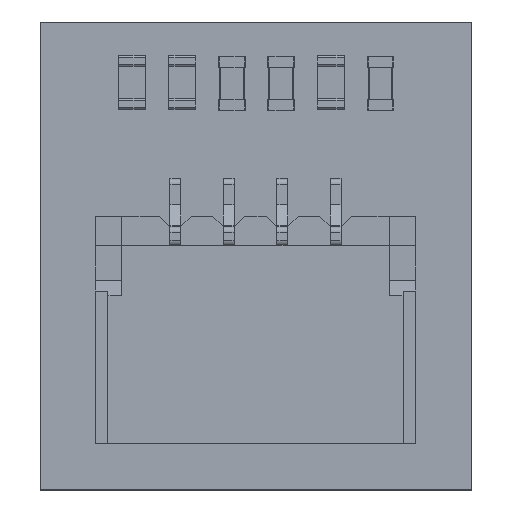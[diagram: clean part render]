
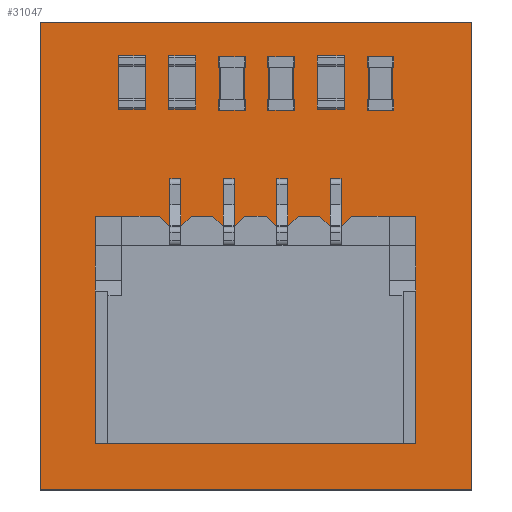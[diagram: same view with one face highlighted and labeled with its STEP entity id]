
A CAD part, top view. The second image highlights one B-rep face of the part: STEP entity #31047.
In plain terms, the highlighted planar face has unit normal (0, 0, 1).
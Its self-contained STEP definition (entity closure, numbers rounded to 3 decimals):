
#30733 = VERTEX_POINT('',#30734);
#30734 = CARTESIAN_POINT('',(102.315,-113.77,1.58));
#30741 = PLANE('',#30742);
#30742 = AXIS2_PLACEMENT_3D('',#30743,#30744,#30745);
#30743 = CARTESIAN_POINT('',(102.315,-113.77,0.));
#30744 = DIRECTION('',(0.,-1.,0.));
#30745 = DIRECTION('',(-1.,0.,0.));
#30753 = PLANE('',#30754);
#30754 = AXIS2_PLACEMENT_3D('',#30755,#30756,#30757);
#30755 = CARTESIAN_POINT('',(102.315,-105.02,0.));
#30756 = DIRECTION('',(1.,0.,-0.));
#30757 = DIRECTION('',(0.,-1.,0.));
#30765 = EDGE_CURVE('',#30733,#30766,#30768,.T.);
#30766 = VERTEX_POINT('',#30767);
#30767 = CARTESIAN_POINT('',(94.245,-113.77,1.58));
#30768 = SURFACE_CURVE('',#30769,(#30773,#30780),.PCURVE_S1.);
#30769 = LINE('',#30770,#30771);
#30770 = CARTESIAN_POINT('',(102.315,-113.77,1.58));
#30771 = VECTOR('',#30772,1.);
#30772 = DIRECTION('',(-1.,0.,0.));
#30773 = PCURVE('',#30741,#30774);
#30774 = DEFINITIONAL_REPRESENTATION('',(#30775),#30779);
#30775 = LINE('',#30776,#30777);
#30776 = CARTESIAN_POINT('',(0.,-1.58));
#30777 = VECTOR('',#30778,1.);
#30778 = DIRECTION('',(1.,0.));
#30779 = ( GEOMETRIC_REPRESENTATION_CONTEXT(2) 
PARAMETRIC_REPRESENTATION_CONTEXT() REPRESENTATION_CONTEXT('2D SPACE',''
  ) );
#30780 = PCURVE('',#30781,#30786);
#30781 = PLANE('',#30782);
#30782 = AXIS2_PLACEMENT_3D('',#30783,#30784,#30785);
#30783 = CARTESIAN_POINT('',(98.28,-109.395,1.58));
#30784 = DIRECTION('',(-0.,-0.,-1.));
#30785 = DIRECTION('',(-1.,0.,0.));
#30786 = DEFINITIONAL_REPRESENTATION('',(#30787),#30791);
#30787 = LINE('',#30788,#30789);
#30788 = CARTESIAN_POINT('',(-4.035,-4.375));
#30789 = VECTOR('',#30790,1.);
#30790 = DIRECTION('',(1.,0.));
#30791 = ( GEOMETRIC_REPRESENTATION_CONTEXT(2) 
PARAMETRIC_REPRESENTATION_CONTEXT() REPRESENTATION_CONTEXT('2D SPACE',''
  ) );
#30809 = PLANE('',#30810);
#30810 = AXIS2_PLACEMENT_3D('',#30811,#30812,#30813);
#30811 = CARTESIAN_POINT('',(94.245,-113.77,0.));
#30812 = DIRECTION('',(-1.,0.,0.));
#30813 = DIRECTION('',(0.,1.,0.));
#30851 = EDGE_CURVE('',#30766,#30852,#30854,.T.);
#30852 = VERTEX_POINT('',#30853);
#30853 = CARTESIAN_POINT('',(94.245,-105.02,1.58));
#30854 = SURFACE_CURVE('',#30855,(#30859,#30866),.PCURVE_S1.);
#30855 = LINE('',#30856,#30857);
#30856 = CARTESIAN_POINT('',(94.245,-113.77,1.58));
#30857 = VECTOR('',#30858,1.);
#30858 = DIRECTION('',(0.,1.,0.));
#30859 = PCURVE('',#30809,#30860);
#30860 = DEFINITIONAL_REPRESENTATION('',(#30861),#30865);
#30861 = LINE('',#30862,#30863);
#30862 = CARTESIAN_POINT('',(0.,-1.58));
#30863 = VECTOR('',#30864,1.);
#30864 = DIRECTION('',(1.,0.));
#30865 = ( GEOMETRIC_REPRESENTATION_CONTEXT(2) 
PARAMETRIC_REPRESENTATION_CONTEXT() REPRESENTATION_CONTEXT('2D SPACE',''
  ) );
#30866 = PCURVE('',#30781,#30867);
#30867 = DEFINITIONAL_REPRESENTATION('',(#30868),#30872);
#30868 = LINE('',#30869,#30870);
#30869 = CARTESIAN_POINT('',(4.035,-4.375));
#30870 = VECTOR('',#30871,1.);
#30871 = DIRECTION('',(0.,1.));
#30872 = ( GEOMETRIC_REPRESENTATION_CONTEXT(2) 
PARAMETRIC_REPRESENTATION_CONTEXT() REPRESENTATION_CONTEXT('2D SPACE',''
  ) );
#30890 = PLANE('',#30891);
#30891 = AXIS2_PLACEMENT_3D('',#30892,#30893,#30894);
#30892 = CARTESIAN_POINT('',(94.245,-105.02,0.));
#30893 = DIRECTION('',(0.,1.,0.));
#30894 = DIRECTION('',(1.,0.,0.));
#30927 = EDGE_CURVE('',#30852,#30928,#30930,.T.);
#30928 = VERTEX_POINT('',#30929);
#30929 = CARTESIAN_POINT('',(102.315,-105.02,1.58));
#30930 = SURFACE_CURVE('',#30931,(#30935,#30942),.PCURVE_S1.);
#30931 = LINE('',#30932,#30933);
#30932 = CARTESIAN_POINT('',(94.245,-105.02,1.58));
#30933 = VECTOR('',#30934,1.);
#30934 = DIRECTION('',(1.,0.,0.));
#30935 = PCURVE('',#30890,#30936);
#30936 = DEFINITIONAL_REPRESENTATION('',(#30937),#30941);
#30937 = LINE('',#30938,#30939);
#30938 = CARTESIAN_POINT('',(0.,-1.58));
#30939 = VECTOR('',#30940,1.);
#30940 = DIRECTION('',(1.,0.));
#30941 = ( GEOMETRIC_REPRESENTATION_CONTEXT(2) 
PARAMETRIC_REPRESENTATION_CONTEXT() REPRESENTATION_CONTEXT('2D SPACE',''
  ) );
#30942 = PCURVE('',#30781,#30943);
#30943 = DEFINITIONAL_REPRESENTATION('',(#30944),#30948);
#30944 = LINE('',#30945,#30946);
#30945 = CARTESIAN_POINT('',(4.035,4.375));
#30946 = VECTOR('',#30947,1.);
#30947 = DIRECTION('',(-1.,0.));
#30948 = ( GEOMETRIC_REPRESENTATION_CONTEXT(2) 
PARAMETRIC_REPRESENTATION_CONTEXT() REPRESENTATION_CONTEXT('2D SPACE',''
  ) );
#30998 = EDGE_CURVE('',#30928,#30733,#30999,.T.);
#30999 = SURFACE_CURVE('',#31000,(#31004,#31011),.PCURVE_S1.);
#31000 = LINE('',#31001,#31002);
#31001 = CARTESIAN_POINT('',(102.315,-105.02,1.58));
#31002 = VECTOR('',#31003,1.);
#31003 = DIRECTION('',(0.,-1.,0.));
#31004 = PCURVE('',#30753,#31005);
#31005 = DEFINITIONAL_REPRESENTATION('',(#31006),#31010);
#31006 = LINE('',#31007,#31008);
#31007 = CARTESIAN_POINT('',(0.,-1.58));
#31008 = VECTOR('',#31009,1.);
#31009 = DIRECTION('',(1.,0.));
#31010 = ( GEOMETRIC_REPRESENTATION_CONTEXT(2) 
PARAMETRIC_REPRESENTATION_CONTEXT() REPRESENTATION_CONTEXT('2D SPACE',''
  ) );
#31011 = PCURVE('',#30781,#31012);
#31012 = DEFINITIONAL_REPRESENTATION('',(#31013),#31017);
#31013 = LINE('',#31014,#31015);
#31014 = CARTESIAN_POINT('',(-4.035,4.375));
#31015 = VECTOR('',#31016,1.);
#31016 = DIRECTION('',(0.,-1.));
#31017 = ( GEOMETRIC_REPRESENTATION_CONTEXT(2) 
PARAMETRIC_REPRESENTATION_CONTEXT() REPRESENTATION_CONTEXT('2D SPACE',''
  ) );
#31047 = ADVANCED_FACE('',(#31048),#30781,.F.);
#31048 = FACE_BOUND('',#31049,.F.);
#31049 = EDGE_LOOP('',(#31050,#31051,#31052,#31053));
#31050 = ORIENTED_EDGE('',*,*,#30765,.T.);
#31051 = ORIENTED_EDGE('',*,*,#30851,.T.);
#31052 = ORIENTED_EDGE('',*,*,#30927,.T.);
#31053 = ORIENTED_EDGE('',*,*,#30998,.T.);
